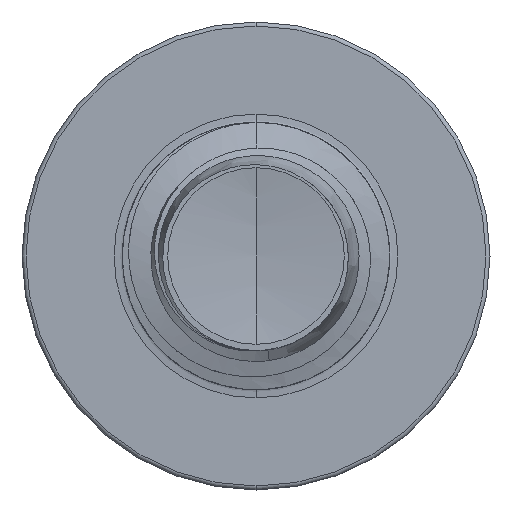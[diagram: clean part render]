
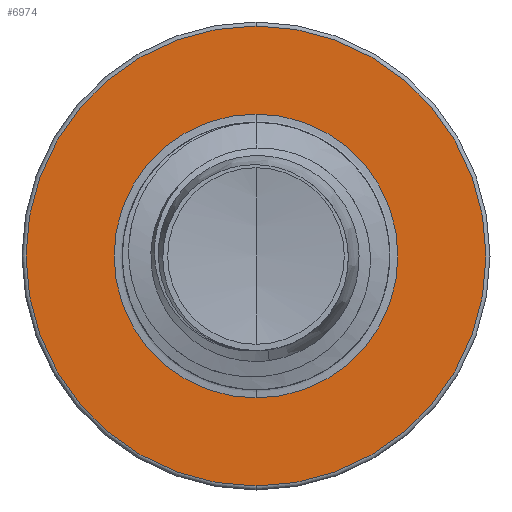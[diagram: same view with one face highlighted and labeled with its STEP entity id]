
A CAD part, front view. The second image highlights one B-rep face of the part: STEP entity #6974.
In plain terms, the highlighted planar face has unit normal (0, -1, 0).
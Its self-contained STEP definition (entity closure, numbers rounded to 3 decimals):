
#471 = CARTESIAN_POINT ( 'NONE',  ( 0., 14., 0. ) ) ;
#725 = CARTESIAN_POINT ( 'NONE',  ( 0., 14., 0. ) ) ;
#1681 = AXIS2_PLACEMENT_3D ( 'NONE', #725, #13545, #2570 ) ;
#2317 = DIRECTION ( 'NONE',  ( 0., 0., 1. ) ) ;
#2570 = DIRECTION ( 'NONE',  ( 0., 0., 1. ) ) ;
#2679 = EDGE_CURVE ( 'NONE', #22651, #17006, #19310, .T. ) ;
#3288 = ORIENTED_EDGE ( 'NONE', *, *, #7012, .T. ) ;
#4035 = PLANE ( 'NONE',  #10485 ) ;
#4067 = AXIS2_PLACEMENT_3D ( 'NONE', #19109, #8068, #20947 ) ;
#4474 = CARTESIAN_POINT ( 'NONE',  ( 0., 14., -5.16 ) ) ;
#4692 = CIRCLE ( 'NONE', #4067, 5.16 ) ;
#5898 = DIRECTION ( 'NONE',  ( 0., 0., 1. ) ) ;
#6974 = ADVANCED_FACE ( 'NONE', ( #11938, #11894 ), #4035, .F. ) ;
#7012 = EDGE_CURVE ( 'NONE', #22970, #15734, #11220, .T. ) ;
#8023 = EDGE_LOOP ( 'NONE', ( #16734, #15646 ) ) ;
#8068 = DIRECTION ( 'NONE',  ( 0., 1., 0. ) ) ;
#9250 = AXIS2_PLACEMENT_3D ( 'NONE', #471, #13271, #2317 ) ;
#10485 = AXIS2_PLACEMENT_3D ( 'NONE', #11293, #16881, #5898 ) ;
#11220 = CIRCLE ( 'NONE', #9250, 3.186 ) ;
#11293 = CARTESIAN_POINT ( 'NONE',  ( 0., 14., -3.186 ) ) ;
#11894 = FACE_BOUND ( 'NONE', #14142, .T. ) ;
#11938 = FACE_OUTER_BOUND ( 'NONE', #8023, .T. ) ;
#13271 = DIRECTION ( 'NONE',  ( 0., 1., 0. ) ) ;
#13545 = DIRECTION ( 'NONE',  ( 0., 1., 0. ) ) ;
#14142 = EDGE_LOOP ( 'NONE', ( #3288, #21219 ) ) ;
#15646 = ORIENTED_EDGE ( 'NONE', *, *, #16058, .F. ) ;
#15648 = CIRCLE ( 'NONE', #1681, 3.186 ) ;
#15719 = EDGE_CURVE ( 'NONE', #15734, #22970, #15648, .T. ) ;
#15734 = VERTEX_POINT ( 'NONE', #17131 ) ;
#16058 = EDGE_CURVE ( 'NONE', #17006, #22651, #4692, .T. ) ;
#16734 = ORIENTED_EDGE ( 'NONE', *, *, #2679, .F. ) ;
#16881 = DIRECTION ( 'NONE',  ( 0., 1., 0. ) ) ;
#17006 = VERTEX_POINT ( 'NONE', #4474 ) ;
#17131 = CARTESIAN_POINT ( 'NONE',  ( 0., 14., -3.186 ) ) ;
#18793 = DIRECTION ( 'NONE',  ( 0., 0., 1. ) ) ;
#18824 = DIRECTION ( 'NONE',  ( 0., 1., 0. ) ) ;
#18902 = CARTESIAN_POINT ( 'NONE',  ( 0., 14., 0. ) ) ;
#19109 = CARTESIAN_POINT ( 'NONE',  ( 0., 14., 0. ) ) ;
#19310 = CIRCLE ( 'NONE', #21737, 5.16 ) ;
#20467 = CARTESIAN_POINT ( 'NONE',  ( 0., 14., 5.16 ) ) ;
#20789 = CARTESIAN_POINT ( 'NONE',  ( 0., 14., 3.186 ) ) ;
#20947 = DIRECTION ( 'NONE',  ( 0., 0., 1. ) ) ;
#21219 = ORIENTED_EDGE ( 'NONE', *, *, #15719, .T. ) ;
#21737 = AXIS2_PLACEMENT_3D ( 'NONE', #18902, #18824, #18793 ) ;
#22651 = VERTEX_POINT ( 'NONE', #20467 ) ;
#22970 = VERTEX_POINT ( 'NONE', #20789 ) ;
